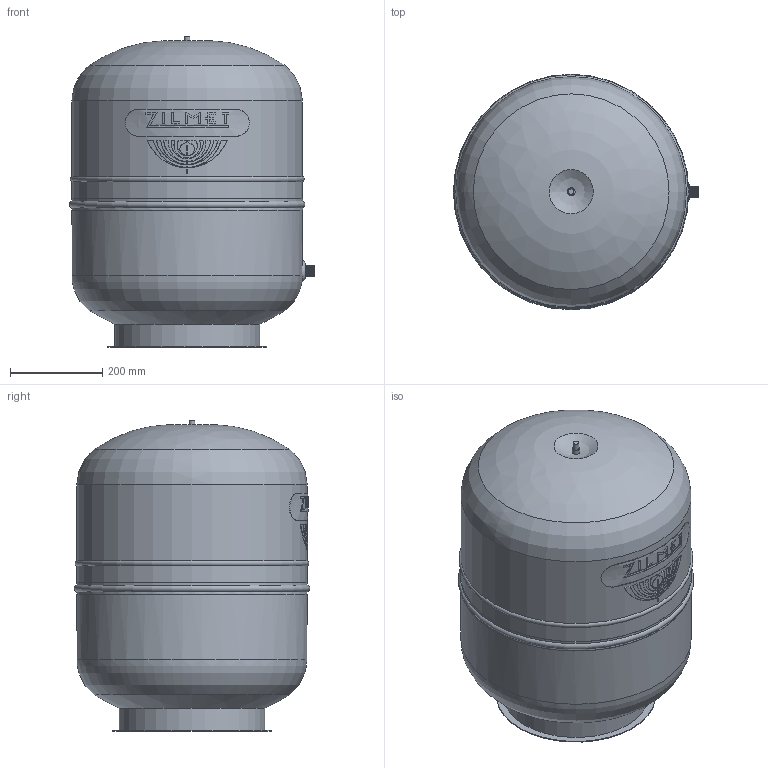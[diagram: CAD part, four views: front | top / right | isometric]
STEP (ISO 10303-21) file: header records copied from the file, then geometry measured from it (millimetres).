
FILE_DESCRIPTION(/* description */ (''),/* implementation_level */ '2;1');
FILE_NAME(/* name */ '04_CAL-PRO 105L 6bar_13000105001.stp',/* time_stamp */ '2019-08-22T11:07:50+03:00',/* author */ ('shkarinov'),/* organization */ (''),/* preprocessor_version */ 'ST-DEVELOPER v16.5',/* originating_system */ 'Autodesk Inventor 2017',/* authorisation */ '');
FILE_SCHEMA (('AUTOMOTIVE_DESIGN { 1 0 10303 214 3 1 1 }'));
Length unit declared in the file: inch
Products named in the file (1): 04_CAL-PRO 105L 6bar_13000105001
Bounding box: 531.84 x 510.82 x 673.27 mm (x, y, z)
Volume: 111079927.6 mm3; surface area: 1391254.2 mm2
Topology: 4 solids, 5 shells, 190 faces, 487 edges, 315 vertices
Faces by surface type: plane 90, cylinder 70, torus 23, bspline 6, cone 1
Full cylindrical faces by diameter (mm): 12 x1, 17 x1, 20 x1, 311 x1, 315 x1, 345 x1, 500 x2, 500.022 x1, 500.983 x2
Entity records: 7535 total; most frequent: CARTESIAN_POINT 2999, ORIENTED_EDGE 888, DIRECTION 843, EDGE_CURVE 443, AXIS2_PLACEMENT_3D 323, VERTEX_POINT 309, EDGE_LOOP 237, LINE 197
